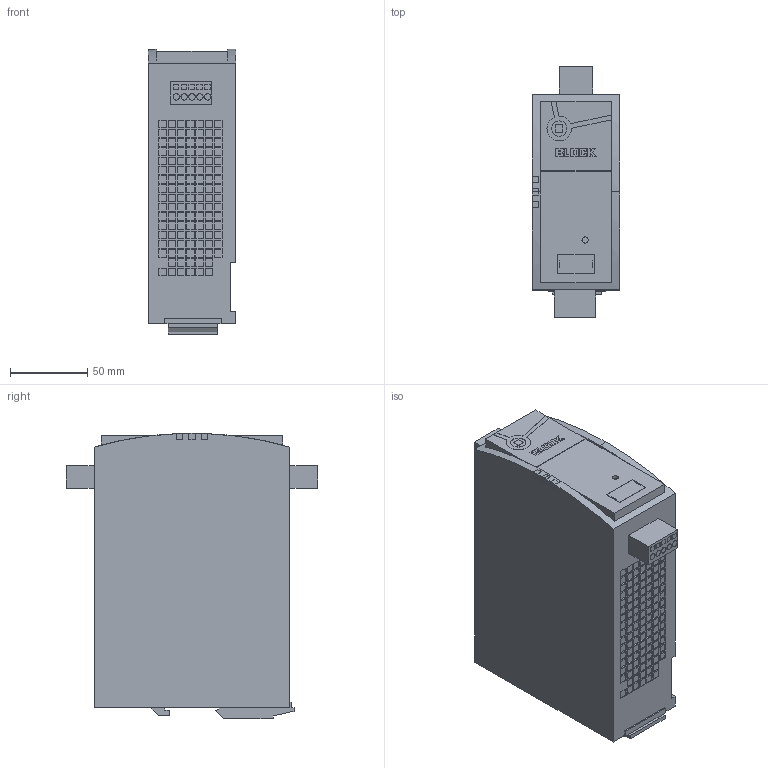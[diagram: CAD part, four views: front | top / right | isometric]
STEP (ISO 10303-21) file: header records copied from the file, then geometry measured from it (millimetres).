
FILE_DESCRIPTION (( 'STEP AP214' ), '1' );
FILE_NAME ('866269.STEP', '2024-04-04T14:55:27', ( '' ), ( '' ), 'SwSTEP 2.0', 'SolidWorks 2022', '' );
FILE_SCHEMA (( 'AUTOMOTIVE_DESIGN' ));
Length unit declared in the file: millimetre
Products named in the file (1): 866269
Bounding box: 57 x 163 x 185.15 mm (x, y, z)
Volume: 1277487.1 mm3; surface area: 87072.6 mm2
Topology: 1 solids, 1 shells, 1429 faces, 3477 edges, 2316 vertices
Faces by surface type: plane 1379, cylinder 50
Entity records: 41091 total; most frequent: CARTESIAN_POINT 7223, ORIENTED_EDGE 6954, DIRECTION 6451, EDGE_CURVE 3477, VECTOR 3363, LINE 3363, VERTEX_POINT 2316, EDGE_LOOP 1695
